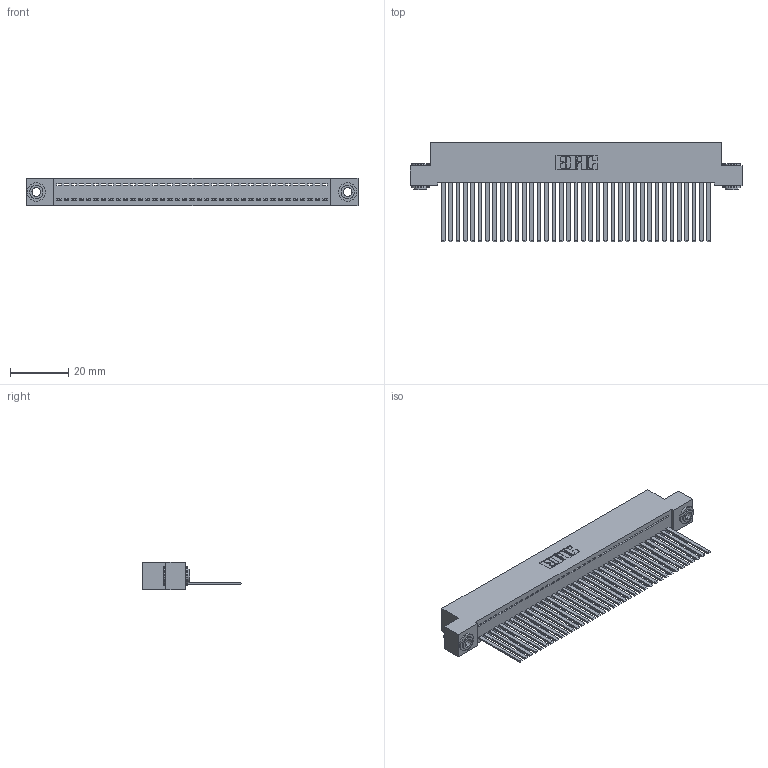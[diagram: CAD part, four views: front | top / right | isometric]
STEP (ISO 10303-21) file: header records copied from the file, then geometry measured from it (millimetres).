
FILE_DESCRIPTION (( 'STEP AP203' ), '1' );
FILE_NAME ('392-037-544-103.STEP', '2019-10-07T18:07:34', ( '' ), ( '' ), 'SwSTEP 2.0', 'SolidWorks 2016', '' );
FILE_SCHEMA (( 'CONFIG_CONTROL_DESIGN' ));
Length unit declared in the file: inch
Products named in the file (4): 392-037-544-103; 342 Part_.156 TH; 345-292-001_345-293-144; 342-250-002_345-250-002-102
Assembly tree (40 placements, depth 2):
  392-037-544-103
    342 Part_.156 TH
    345-292-001_345-293-144  x37
    342-250-002_345-250-002-102  x2
Bounding box: 114.3 x 34.3 x 9.4 mm (x, y, z)
Volume: 10454.7 mm3; surface area: 16704.7 mm2
Topology: 40 solids, 40 shells, 2072 faces, 6221 edges, 4094 vertices
Faces by surface type: plane 1482, cylinder 582, cone 8
Entity records: 23600 total; most frequent: CARTESIAN_POINT 4048, ORIENTED_EDGE 4014, DIRECTION 3455, EDGE_CURVE 2007, LINE 1859, VECTOR 1859, VERTEX_POINT 1334, AXIS2_PLACEMENT_3D 798
